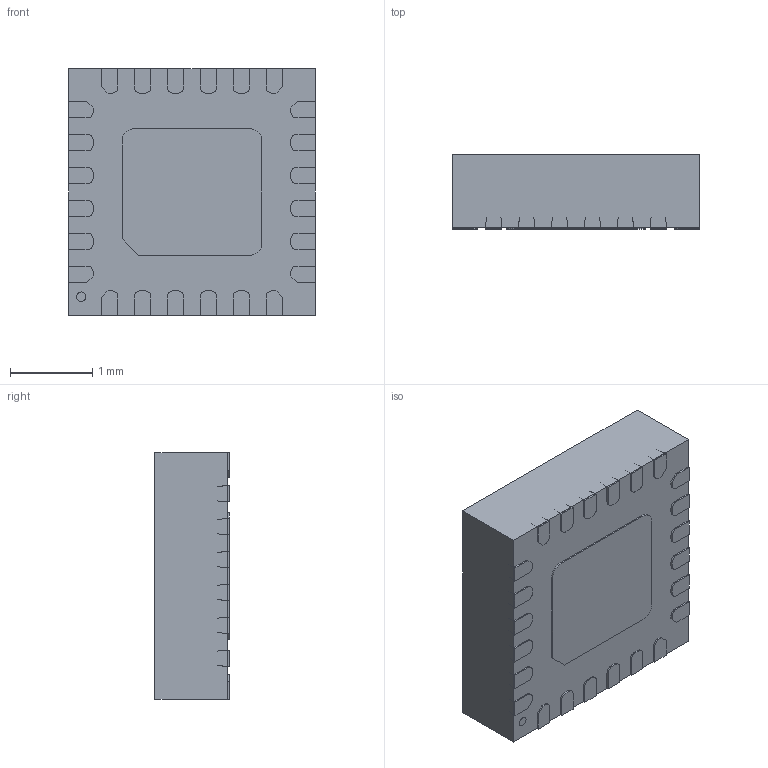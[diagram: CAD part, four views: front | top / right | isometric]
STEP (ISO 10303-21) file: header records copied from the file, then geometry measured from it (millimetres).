
FILE_DESCRIPTION (( 'STEP AP214' ), '1' );
FILE_NAME ('ICM-20648.STEP', '2022-02-24T17:18:06', ( 'ADMIN' ), ( '' ), 'SwSTEP 2.0', 'SolidWorks 2016', '' );
FILE_SCHEMA (( 'AUTOMOTIVE_DESIGN' ));
Length unit declared in the file: millimetre
Products named in the file (1): ICM-20648
Bounding box: 3 x 0.9 x 3 mm (x, y, z)
Volume: 8 mm3; surface area: 45.8 mm2
Topology: 26 solids, 26 shells, 458 faces, 1100 edges, 734 vertices
Faces by surface type: plane 366, cone 86, cylinder 6
Entity records: 13617 total; most frequent: CARTESIAN_POINT 2293, DIRECTION 2202, ORIENTED_EDGE 2200, EDGE_CURVE 1100, VECTOR 916, LINE 916, VERTEX_POINT 734, AXIS2_PLACEMENT_3D 643
